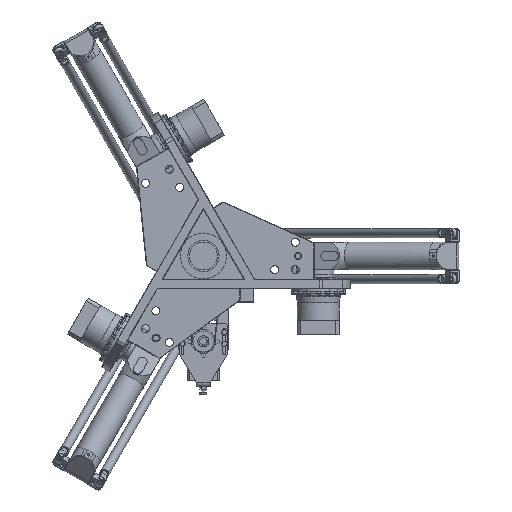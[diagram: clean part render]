
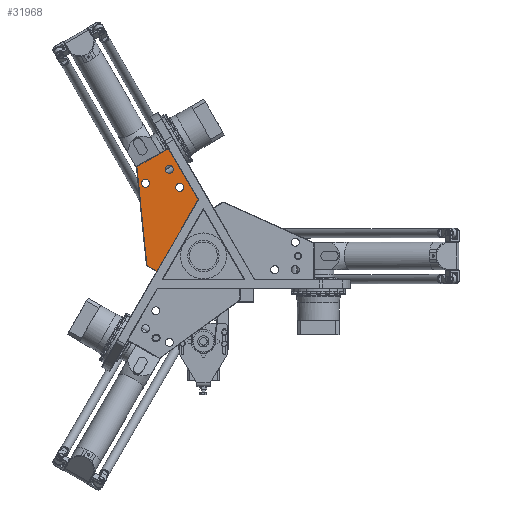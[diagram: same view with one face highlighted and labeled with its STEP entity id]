
A CAD part, top view. The second image highlights one B-rep face of the part: STEP entity #31968.
In plain terms, the highlighted planar face has unit normal (0, 0, 1).
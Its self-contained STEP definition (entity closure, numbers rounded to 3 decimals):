
#929=FACE_BOUND('',#5882,.T.);
#930=FACE_BOUND('',#5883,.T.);
#931=FACE_BOUND('',#5884,.T.);
#2063=PLANE('',#34966);
#3606=FACE_OUTER_BOUND('',#5881,.T.);
#5881=EDGE_LOOP('',(#26253,#26254,#26255,#26256,#26257));
#5882=EDGE_LOOP('',(#26258));
#5883=EDGE_LOOP('',(#26259));
#5884=EDGE_LOOP('',(#26260));
#7832=CIRCLE('',#34967,8.75);
#7833=CIRCLE('',#34968,8.75);
#7834=CIRCLE('',#34969,8.75);
#10357=LINE('',#58250,#12979);
#10360=LINE('',#58255,#12982);
#10370=LINE('',#58273,#12992);
#10374=LINE('',#58280,#12996);
#10378=LINE('',#58287,#13000);
#12979=VECTOR('',#42272,10.);
#12982=VECTOR('',#42279,10.);
#12992=VECTOR('',#42297,10.);
#12996=VECTOR('',#42305,10.);
#13000=VECTOR('',#42311,10.);
#15566=VERTEX_POINT('',#58225);
#15572=VERTEX_POINT('',#58239);
#15575=VERTEX_POINT('',#58246);
#15580=VERTEX_POINT('',#58271);
#15581=VERTEX_POINT('',#58279);
#15584=VERTEX_POINT('',#58288);
#15585=VERTEX_POINT('',#58290);
#15586=VERTEX_POINT('',#58292);
#19342=EDGE_CURVE('',#15572,#15575,#10357,.T.);
#19345=EDGE_CURVE('',#15566,#15572,#10360,.T.);
#19355=EDGE_CURVE('',#15580,#15566,#10370,.T.);
#19359=EDGE_CURVE('',#15581,#15575,#10374,.T.);
#19363=EDGE_CURVE('',#15580,#15581,#10378,.T.);
#19364=EDGE_CURVE('',#15584,#15584,#7832,.T.);
#19365=EDGE_CURVE('',#15585,#15585,#7833,.T.);
#19366=EDGE_CURVE('',#15586,#15586,#7834,.T.);
#26253=ORIENTED_EDGE('',*,*,#19342,.F.);
#26254=ORIENTED_EDGE('',*,*,#19345,.F.);
#26255=ORIENTED_EDGE('',*,*,#19355,.F.);
#26256=ORIENTED_EDGE('',*,*,#19363,.T.);
#26257=ORIENTED_EDGE('',*,*,#19359,.T.);
#26258=ORIENTED_EDGE('',*,*,#19364,.T.);
#26259=ORIENTED_EDGE('',*,*,#19365,.T.);
#26260=ORIENTED_EDGE('',*,*,#19366,.T.);
#31968=ADVANCED_FACE('',(#3606,#929,#930,#931),#2063,.T.);
#34966=AXIS2_PLACEMENT_3D('',#58286,#42309,#42310);
#34967=AXIS2_PLACEMENT_3D('',#58289,#42312,#42313);
#34968=AXIS2_PLACEMENT_3D('',#58291,#42314,#42315);
#34969=AXIS2_PLACEMENT_3D('',#58293,#42316,#42317);
#42272=DIRECTION('',(-0.866,0.5,0.));
#42279=DIRECTION('',(-0.811,-0.585,0.));
#42297=DIRECTION('',(0.,-1.,0.));
#42305=DIRECTION('',(-0.5,-0.866,0.));
#42309=DIRECTION('center_axis',(0.,0.,
1.));
#42310=DIRECTION('ref_axis',(1.,0.,0.));
#42311=DIRECTION('',(-1.,0.,0.));
#42312=DIRECTION('center_axis',(0.,0.,
-1.));
#42313=DIRECTION('ref_axis',(-1.,0.,0.));
#42314=DIRECTION('center_axis',(0.,0.,
-1.));
#42315=DIRECTION('ref_axis',(-1.,0.,0.));
#42316=DIRECTION('center_axis',(0.,0.,
-1.));
#42317=DIRECTION('ref_axis',(-1.,0.,0.));
#58225=CARTESIAN_POINT('',(79.118,-96.19,101.));
#58239=CARTESIAN_POINT('',(-95.66,-222.394,101.));
#58246=CARTESIAN_POINT('',(-164.382,-182.718,101.));
#58250=CARTESIAN_POINT('',(-131.274,-201.833,101.));
#58255=CARTESIAN_POINT('',(-57.74,-195.013,101.));
#58271=CARTESIAN_POINT('',(79.118,-71.,101.));
#58273=CARTESIAN_POINT('',(79.118,-113.558,101.));
#58279=CARTESIAN_POINT('',(-99.882,-71.,101.));
#58280=CARTESIAN_POINT('',(-99.882,-71.,101.));
#58286=CARTESIAN_POINT('Origin',(-45.896,-130.414,101.));
#58287=CARTESIAN_POINT('',(80.118,-71.,101.));
#58288=CARTESIAN_POINT('',(-117.23,-158.204,101.));
#58289=CARTESIAN_POINT('Origin',(-125.98,-158.204,101.));
#58290=CARTESIAN_POINT('',(-65.269,-188.204,101.));
#58291=CARTESIAN_POINT('Origin',(-74.019,-188.204,101.));
#58292=CARTESIAN_POINT('',(-94.73,-119.233,101.));
#58293=CARTESIAN_POINT('Origin',(-103.48,-119.233,101.));
